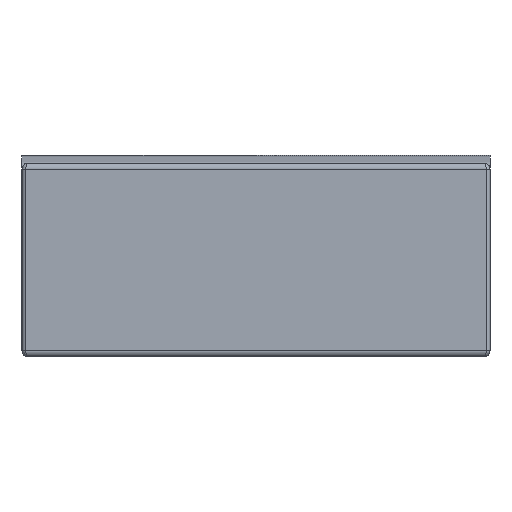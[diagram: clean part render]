
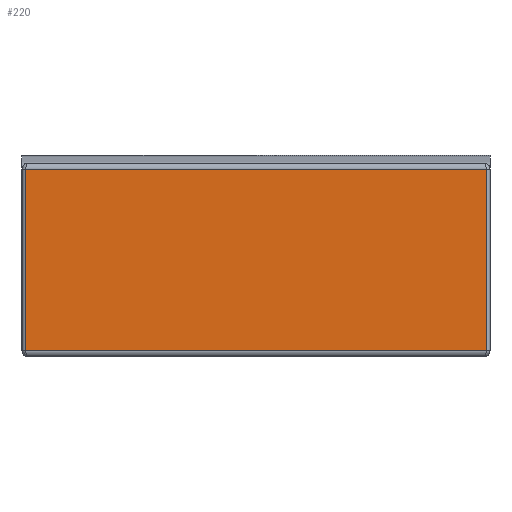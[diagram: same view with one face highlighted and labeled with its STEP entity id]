
A CAD part, front view. The second image highlights one B-rep face of the part: STEP entity #220.
In plain terms, the highlighted planar face has unit normal (0, -1, 0).
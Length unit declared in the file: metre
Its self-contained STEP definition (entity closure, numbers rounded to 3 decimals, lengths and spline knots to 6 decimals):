
#220=ADVANCED_FACE('0:199',(#402),#403,.T.);
#402=FACE_OUTER_BOUND('',#660,.T.);
#403=PLANE('',#661);
#660=EDGE_LOOP('',(#1032,#1033,#1034,#1035));
#661=AXIS2_PLACEMENT_3D('',#1036,#1037,#1038);
#1032=ORIENTED_EDGE('',*,*,#1360,.T.);
#1033=ORIENTED_EDGE('',*,*,#1342,.T.);
#1034=ORIENTED_EDGE('',*,*,#1361,.T.);
#1035=ORIENTED_EDGE('',*,*,#1362,.T.);
#1036=CARTESIAN_POINT('',(0.0,-0.00098,-0.000015));
#1037=DIRECTION('',(0.0,-1.0,0.0));
#1038=DIRECTION('',(0.0,0.0,-1.0));
#1342=EDGE_CURVE('0:274',#1525,#1532,#1534,.T.);
#1360=EDGE_CURVE('0:313',#1520,#1525,#1559,.F.);
#1361=EDGE_CURVE('0:316',#1532,#1560,#1561,.T.);
#1362=EDGE_CURVE('0:319',#1560,#1520,#1562,.T.);
#1520=VERTEX_POINT('',#1792);
#1525=VERTEX_POINT('',#1797);
#1532=VERTEX_POINT('',#1804);
#1534=LINE('',#1806,#1807);
#1559=LINE('',#1840,#1841);
#1560=VERTEX_POINT('',#1842);
#1561=LINE('',#1843,#1844);
#1562=LINE('',#1845,#1846);
#1792=CARTESIAN_POINT('',(-0.000595,-0.00098,0.00047));
#1797=CARTESIAN_POINT('',(-0.000595,-0.00098,0.0));
#1804=CARTESIAN_POINT('',(0.000595,-0.00098,0.0));
#1806=CARTESIAN_POINT('',(0.0,-0.00098,0.0));
#1807=VECTOR('',#2126,1.0);
#1840=CARTESIAN_POINT('',(-0.000595,-0.00098,-0.000015));
#1841=VECTOR('',#2147,1.0);
#1842=CARTESIAN_POINT('',(0.000595,-0.00098,0.00047));
#1843=CARTESIAN_POINT('',(0.000595,-0.00098,-0.000015));
#1844=VECTOR('',#2148,1.0);
#1845=CARTESIAN_POINT('',(0.0,-0.00098,0.00047));
#1846=VECTOR('',#2149,1.0);
#2126=DIRECTION('',(1.0,0.0,0.0));
#2147=DIRECTION('',(0.0,0.0,1.0));
#2148=DIRECTION('',(0.0,0.0,1.0));
#2149=DIRECTION('',(-1.0,0.0,0.0));
